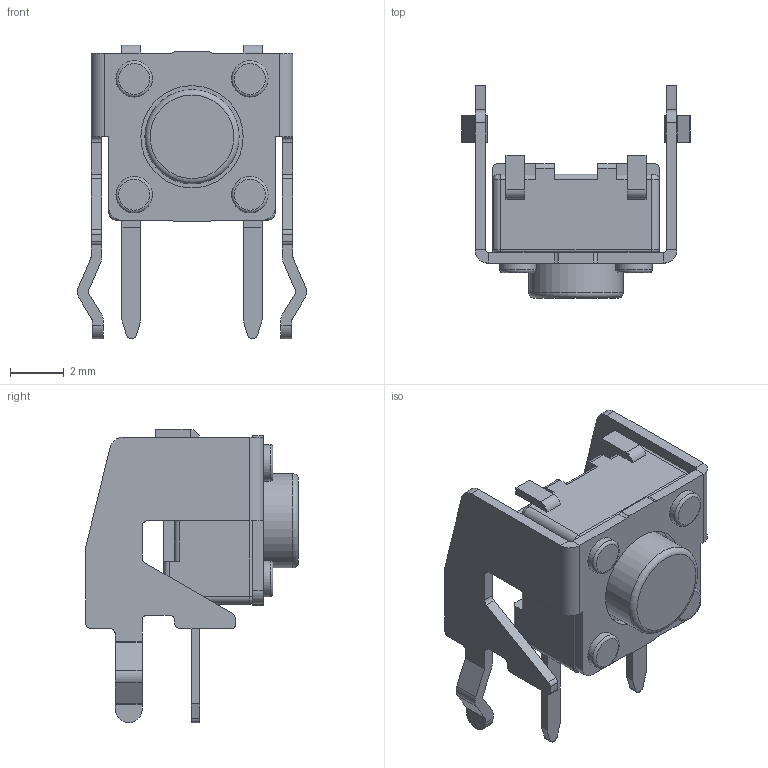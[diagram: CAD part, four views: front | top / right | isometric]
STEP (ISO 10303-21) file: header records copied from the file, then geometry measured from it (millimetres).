
FILE_DESCRIPTION(/* description */ ('STEP AP214'),/* implementation_level */ '2;1');
FILE_NAME(/* name */ 'PB_ALPS_SKHHLMA010.stp',/* time_stamp */ '2021-08-29T15:22:50-03:00',/* author */ ('roger'),/* organization */ (''),/* preprocessor_version */ 'ST-DEVELOPER v18.1',/* originating_system */ 'Autodesk Inventor 2020',/* authorisation */ '');
FILE_SCHEMA (('AUTOMOTIVE_DESIGN { 1 0 10303 214 3 1 1 }'));
Length unit declared in the file: millimetre
Products named in the file (1): SKHHLM
Bounding box: 8.5 x 7.9 x 10.9 mm (x, y, z)
Volume: 174.6 mm3; surface area: 409.9 mm2
Topology: 1 solids, 5 shells, 264 faces, 711 edges, 467 vertices
Faces by surface type: plane 148, cylinder 103, torus 9, bspline 4
Full cylindrical faces by diameter (mm): 0.1 x1, 0.9 x4, 0.95 x4, 1.35 x4, 3.5 x1, 3.8 x1
Entity records: 8694 total; most frequent: CARTESIAN_POINT 1510, DIRECTION 1483, ORIENTED_EDGE 1422, EDGE_CURVE 711, AXIS2_PLACEMENT_3D 514, VERTEX_POINT 467, LINE 455, VECTOR 455
